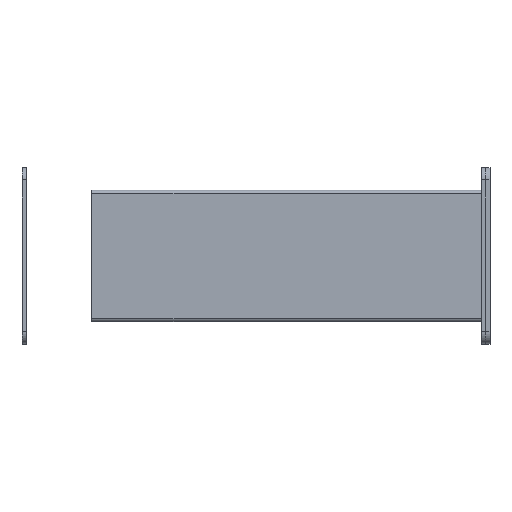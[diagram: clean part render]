
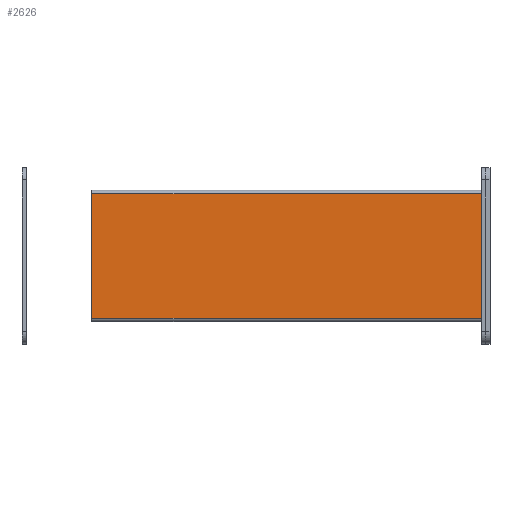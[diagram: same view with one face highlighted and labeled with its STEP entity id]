
A CAD part, top view. The second image highlights one B-rep face of the part: STEP entity #2626.
In plain terms, the highlighted planar face has unit normal (0, 0, 1).
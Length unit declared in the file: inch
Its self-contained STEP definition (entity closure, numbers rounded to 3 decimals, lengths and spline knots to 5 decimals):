
#13 = DIRECTION ( 'NONE',  ( 0., 1., 0. ) ) ;
#27 = CARTESIAN_POINT ( 'NONE',  ( -5.9375, -2., 2. ) ) ;
#146 = LINE ( 'NONE', #1665, #2444 ) ;
#267 = ORIENTED_EDGE ( 'NONE', *, *, #517, .F. ) ;
#416 = VERTEX_POINT ( 'NONE', #1269 ) ;
#517 = EDGE_CURVE ( 'NONE', #2270, #3134, #532, .T. ) ;
#531 = EDGE_LOOP ( 'NONE', ( #880, #267, #3020, #1037 ) ) ;
#532 = LINE ( 'NONE', #3230, #2733 ) ;
#595 = CARTESIAN_POINT ( 'NONE',  ( -5.9375, -1.892, 2. ) ) ;
#826 = VERTEX_POINT ( 'NONE', #2484 ) ;
#855 = LINE ( 'NONE', #1862, #3066 ) ;
#880 = ORIENTED_EDGE ( 'NONE', *, *, #2030, .F. ) ;
#1037 = ORIENTED_EDGE ( 'NONE', *, *, #2343, .T. ) ;
#1144 = DIRECTION ( 'NONE',  ( -1., 0., 0. ) ) ;
#1269 = CARTESIAN_POINT ( 'NONE',  ( 5.9375, 1.892, 2. ) ) ;
#1328 = DIRECTION ( 'NONE',  ( 0., 1., 0. ) ) ;
#1379 = DIRECTION ( 'NONE',  ( 0., 1., 0. ) ) ;
#1399 = CARTESIAN_POINT ( 'NONE',  ( -5.9375, 1.892, 2. ) ) ;
#1512 = FACE_OUTER_BOUND ( 'NONE', #531, .T. ) ;
#1538 = AXIS2_PLACEMENT_3D ( 'NONE', #27, #2031, #1328 ) ;
#1636 = EDGE_CURVE ( 'NONE', #826, #2270, #146, .T. ) ;
#1665 = CARTESIAN_POINT ( 'NONE',  ( -5.9375, -1.892, 2. ) ) ;
#1862 = CARTESIAN_POINT ( 'NONE',  ( 5.9375, 1.927, 2. ) ) ;
#1895 = LINE ( 'NONE', #1399, #2220 ) ;
#2030 = EDGE_CURVE ( 'NONE', #3134, #416, #1895, .T. ) ;
#2031 = DIRECTION ( 'NONE',  ( 0., 0., -1. ) ) ;
#2160 = DIRECTION ( 'NONE',  ( 1., 0., 0. ) ) ;
#2220 = VECTOR ( 'NONE', #2160, 39.37008 ) ;
#2269 = PLANE ( 'NONE',  #1538 ) ;
#2270 = VERTEX_POINT ( 'NONE', #595 ) ;
#2343 = EDGE_CURVE ( 'NONE', #826, #416, #855, .T. ) ;
#2444 = VECTOR ( 'NONE', #1144, 39.37008 ) ;
#2484 = CARTESIAN_POINT ( 'NONE',  ( 5.9375, -1.892, 2. ) ) ;
#2578 = CARTESIAN_POINT ( 'NONE',  ( -5.9375, 1.892, 2. ) ) ;
#2626 = ADVANCED_FACE ( 'NONE', ( #1512 ), #2269, .F. ) ;
#2733 = VECTOR ( 'NONE', #13, 39.37008 ) ;
#3020 = ORIENTED_EDGE ( 'NONE', *, *, #1636, .F. ) ;
#3066 = VECTOR ( 'NONE', #1379, 39.37008 ) ;
#3134 = VERTEX_POINT ( 'NONE', #2578 ) ;
#3230 = CARTESIAN_POINT ( 'NONE',  ( -5.9375, 2., 2. ) ) ;
